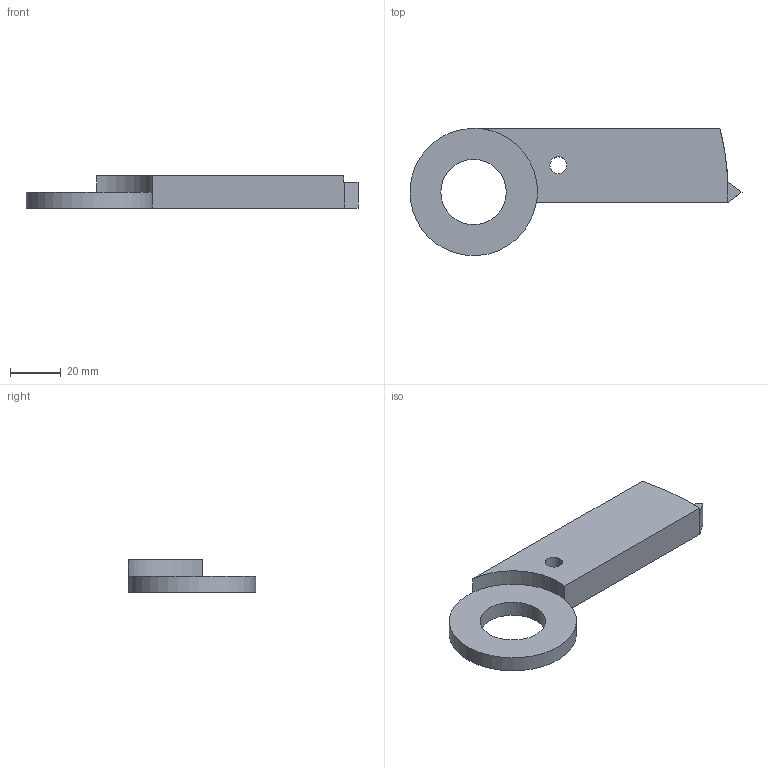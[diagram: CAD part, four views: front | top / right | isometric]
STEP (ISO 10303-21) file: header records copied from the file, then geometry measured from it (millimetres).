
FILE_DESCRIPTION(/* description */ (''),/* implementation_level */ '2;1');
FILE_NAME(/* name */ 'Gonio Arm (Arm).step',/* time_stamp */ '2021-01-30T19:14:50-06:00',/* author */ (''),/* organization */ (''),/* preprocessor_version */ 'ST-DEVELOPER v18.1',/* originating_system */ 'Autodesk Translation Framework v9.7.1.1290',/* authorisation */ '');
FILE_SCHEMA (('AUTOMOTIVE_DESIGN { 1 0 10303 214 3 1 1 }'));
Length unit declared in the file: millimetre
Products named in the file (1): Right arm
Bounding box: 130.46 x 49.95 x 12.7 mm (x, y, z)
Volume: 34472.5 mm3; surface area: 13344.1 mm2
Topology: 1 solids, 1 shells, 69 faces, 245 edges, 182 vertices
Faces by surface type: cylinder 37, plane 20, bspline 8, cone 4
Full cylindrical faces by diameter (mm): 6.65 x1, 6.7 x16, 25.7 x1
Entity records: 19160 total; most frequent: CARTESIAN_POINT 17239, ORIENTED_EDGE 490, DIRECTION 260, EDGE_CURVE 245, VERTEX_POINT 182, B_SPLINE_CURVE_WITH_KNOTS 144, AXIS2_PLACEMENT_3D 97, EDGE_LOOP 77
